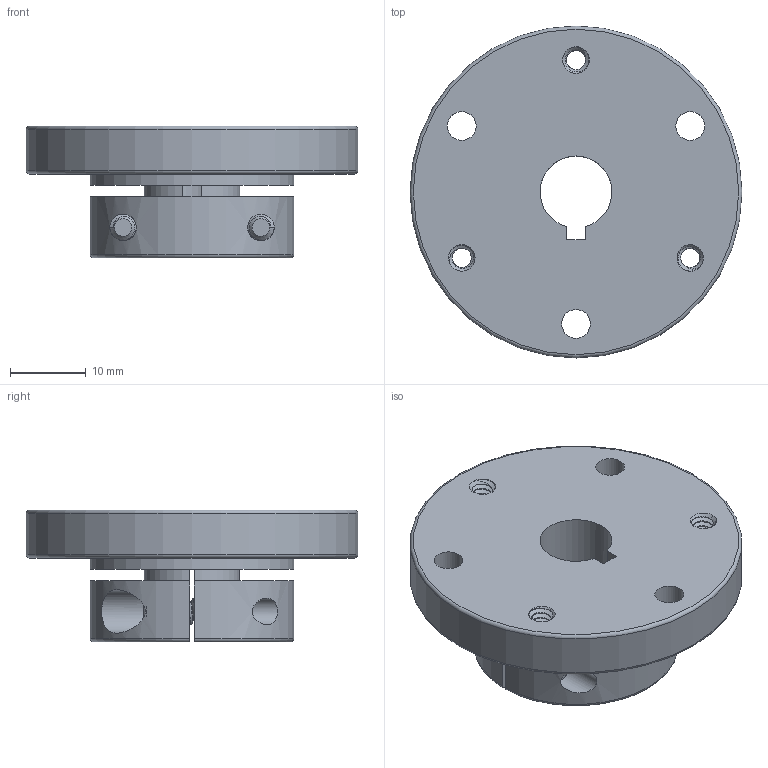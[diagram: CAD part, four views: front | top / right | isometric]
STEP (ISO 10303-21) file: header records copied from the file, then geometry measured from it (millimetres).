
FILE_DESCRIPTION(/* description */ (''),/* implementation_level */ '2;1');
FILE_NAME(/* name */ 'FC0078404--_1-COLLAR_ FLANGE MOUNT SHAFT COLLAR FOR 3_8_ SHAFT _MCMASTER P_N 9684T28_.stp',/* time_stamp */ '2021-05-21T10:50:43-05:00',/* author */ ('Caleb'),/* organization */ (''),/* preprocessor_version */ 'ST-DEVELOPER v18.1',/* originating_system */ 'Autodesk Inventor 2022',/* authorisation */ '');
FILE_SCHEMA (('AUTOMOTIVE_DESIGN { 1 0 10303 214 3 1 1 }'));
Length unit declared in the file: millimetre
Products named in the file (1): FC0078404--_1-COLLAR_ FLANGE MOUNT SHAFT COLLAR FOR 3_8_ SHAFT _MCMAS
TER P_N 9684T28_
Bounding box: 43.94 x 43.94 x 17.46 mm (x, y, z)
Volume: 13232 mm3; surface area: 7677.3 mm2
Topology: 3 solids, 3 shells, 206 faces, 547 edges, 352 vertices
Faces by surface type: cylinder 122, plane 41, cone 29, bspline 10, torus 4
Full cylindrical faces by diameter (mm): 2.527 x40, 3.505 x45, 3.81 x3, 5.74 x4, 26.988 x1, 43.942 x1
Entity records: 16256 total; most frequent: CARTESIAN_POINT 11404, ORIENTED_EDGE 1094, DIRECTION 785, EDGE_CURVE 547, VERTEX_POINT 352, AXIS2_PLACEMENT_3D 293, EDGE_LOOP 235, STYLED_ITEM 209
